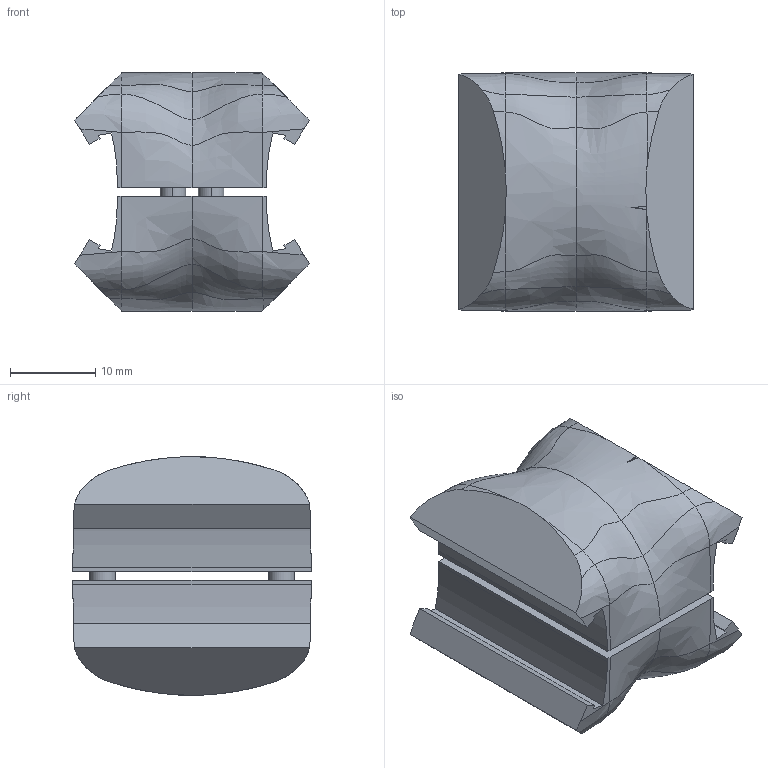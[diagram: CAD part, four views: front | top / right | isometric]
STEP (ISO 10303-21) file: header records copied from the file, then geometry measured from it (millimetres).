
FILE_DESCRIPTION(('STEP AP214'),'1');
FILE_NAME('cctmp_B527432A-D59A-427B-AC57-3D804B6A4F64_2024_10_29_11_34_43_0501_7240..stp','2024-10-29T10:34:44',('Bosch Rexroth AG'),('CADClick - www.CADClick.com'),'Spatial InterOp 3D',' ','unknown authorization - (Healing Option Enabled)');
FILE_SCHEMA(('AUTOMOTIVE_DESIGN'));
Length unit declared in the file: millimetre
Products named in the file (2): 1; 2
Bounding box: 27.54 x 28 x 28 mm (x, y, z)
Volume: 13563.3 mm3; surface area: 5258.5 mm2
Topology: 2 solids, 2 shells, 114 faces, 274 edges, 172 vertices
Faces by surface type: bspline 52, plane 38, cylinder 24
Entity records: 23835 total; most frequent: CARTESIAN_POINT 20616, ORIENTED_EDGE 548, DIRECTION 316, EDGE_CURVE 274, VERTEX_POINT 172, B_SPLINE_CURVE_WITH_KNOTS 138, EDGE_LOOP 122, STYLED_ITEM 116
